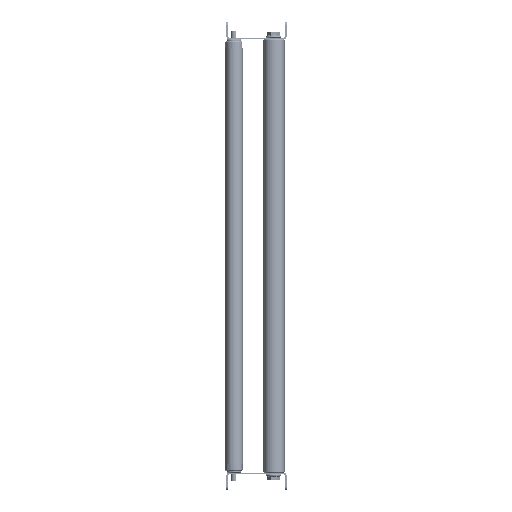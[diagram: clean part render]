
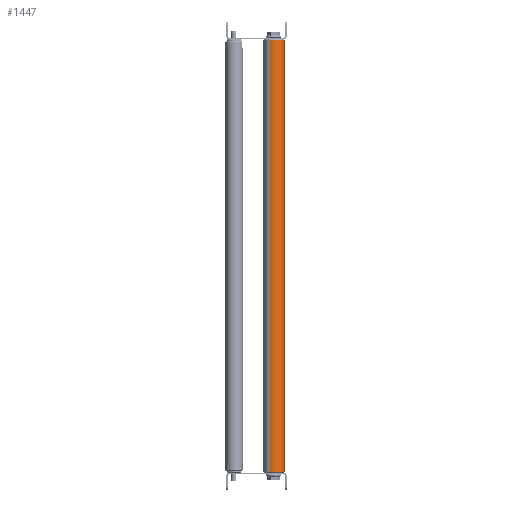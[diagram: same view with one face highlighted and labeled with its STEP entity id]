
A CAD part, left-side view. The second image highlights one B-rep face of the part: STEP entity #1447.
In plain terms, the highlighted cylindrical face has radius 12.5 mm (diameter 25 mm), a partial arc.
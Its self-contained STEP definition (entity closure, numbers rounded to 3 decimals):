
#1161 = CIRCLE ( 'NONE', #15106, 12.5 ) ;
#1447 = ADVANCED_FACE ( 'NONE', ( #16974 ), #7973, .T. ) ;
#1864 = DIRECTION ( 'NONE',  ( -1., 0., 0. ) ) ;
#2076 = CARTESIAN_POINT ( 'NONE',  ( 1., 0., 0. ) ) ;
#2153 = VERTEX_POINT ( 'NONE', #11135 ) ;
#2261 = EDGE_CURVE ( 'NONE', #13354, #3106, #9520, .T. ) ;
#2367 = AXIS2_PLACEMENT_3D ( 'NONE', #14126, #7646, #15555 ) ;
#3106 = VERTEX_POINT ( 'NONE', #14499 ) ;
#3238 = VECTOR ( 'NONE', #1864, 1000. ) ;
#4127 = ORIENTED_EDGE ( 'NONE', *, *, #2261, .T. ) ;
#4443 = DIRECTION ( 'NONE',  ( 0., 0., -1. ) ) ;
#5506 = DIRECTION ( 'NONE',  ( -1., 0., 0. ) ) ;
#6274 = AXIS2_PLACEMENT_3D ( 'NONE', #2076, #8295, #14471 ) ;
#6964 = ORIENTED_EDGE ( 'NONE', *, *, #14811, .T. ) ;
#7307 = CARTESIAN_POINT ( 'NONE',  ( 499., 0., 0. ) ) ;
#7646 = DIRECTION ( 'NONE',  ( -1., 0., 0. ) ) ;
#7796 = EDGE_CURVE ( 'NONE', #19467, #3106, #13151, .T. ) ;
#7973 = CYLINDRICAL_SURFACE ( 'NONE', #2367, 12.5 ) ;
#8295 = DIRECTION ( 'NONE',  ( 1., 0., 0. ) ) ;
#8602 = ORIENTED_EDGE ( 'NONE', *, *, #13263, .T. ) ;
#9520 = CIRCLE ( 'NONE', #6274, 12.5 ) ;
#11135 = CARTESIAN_POINT ( 'NONE',  ( 499., 0., -12.5 ) ) ;
#12707 = CARTESIAN_POINT ( 'NONE',  ( 499., 0., 12.5 ) ) ;
#13125 = LINE ( 'NONE', #19346, #18292 ) ;
#13151 = LINE ( 'NONE', #15803, #3238 ) ;
#13263 = EDGE_CURVE ( 'NONE', #2153, #13354, #13125, .T. ) ;
#13354 = VERTEX_POINT ( 'NONE', #18199 ) ;
#13798 = ORIENTED_EDGE ( 'NONE', *, *, #7796, .F. ) ;
#14126 = CARTESIAN_POINT ( 'NONE',  ( 500., 0., 0. ) ) ;
#14471 = DIRECTION ( 'NONE',  ( 0., 0., -1. ) ) ;
#14499 = CARTESIAN_POINT ( 'NONE',  ( 1., 0., 12.5 ) ) ;
#14811 = EDGE_CURVE ( 'NONE', #19467, #2153, #1161, .T. ) ;
#15106 = AXIS2_PLACEMENT_3D ( 'NONE', #7307, #19608, #4443 ) ;
#15555 = DIRECTION ( 'NONE',  ( 0., 0., 1. ) ) ;
#15803 = CARTESIAN_POINT ( 'NONE',  ( 500., 0., 12.5 ) ) ;
#16974 = FACE_OUTER_BOUND ( 'NONE', #16985, .T. ) ;
#16985 = EDGE_LOOP ( 'NONE', ( #6964, #8602, #4127, #13798 ) ) ;
#18199 = CARTESIAN_POINT ( 'NONE',  ( 1., 0., -12.5 ) ) ;
#18292 = VECTOR ( 'NONE', #5506, 1000. ) ;
#19346 = CARTESIAN_POINT ( 'NONE',  ( 500., 0., -12.5 ) ) ;
#19467 = VERTEX_POINT ( 'NONE', #12707 ) ;
#19608 = DIRECTION ( 'NONE',  ( -1., 0., 0. ) ) ;
